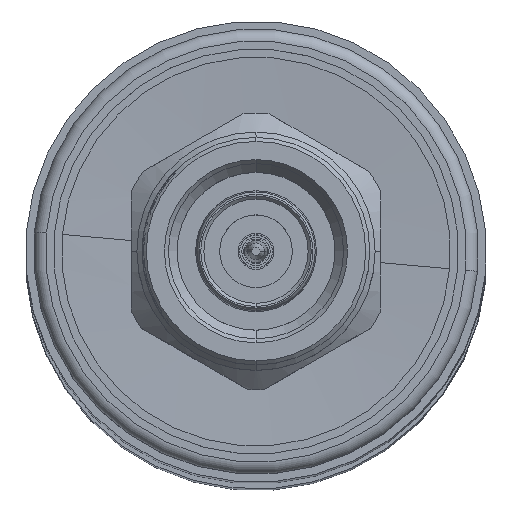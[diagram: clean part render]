
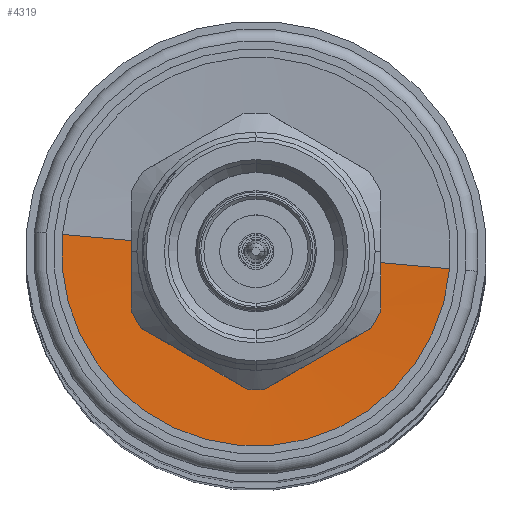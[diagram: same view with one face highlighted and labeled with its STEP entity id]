
A CAD part, top view. The second image highlights one B-rep face of the part: STEP entity #4319.
In plain terms, the highlighted conical face has half-angle 87 degrees and reference radius 12.319 mm.
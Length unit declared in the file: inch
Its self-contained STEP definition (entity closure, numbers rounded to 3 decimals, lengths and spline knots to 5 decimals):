
#4 = DIRECTION ( 'NONE',  ( -1., 0., 0. ) ) ;
#59 = FACE_OUTER_BOUND ( 'NONE', #791, .T. ) ;
#791 = EDGE_LOOP ( 'NONE', ( #1601, #934, #2466, #4638 ) ) ;
#934 = ORIENTED_EDGE ( 'NONE', *, *, #9898, .T. ) ;
#1581 = DIRECTION ( 'NONE',  ( -0.052, 0., 0.999 ) ) ;
#1601 = ORIENTED_EDGE ( 'NONE', *, *, #5215, .F. ) ;
#2121 = CIRCLE ( 'NONE', #10068, 0.165 ) ;
#2341 = DIRECTION ( 'NONE',  ( 0., 0., 1. ) ) ;
#2466 = ORIENTED_EDGE ( 'NONE', *, *, #2930, .T. ) ;
#2930 = EDGE_CURVE ( 'NONE', #9271, #8906, #5526, .T. ) ;
#4226 = DIRECTION ( 'NONE',  ( -1., 0., 0. ) ) ;
#4319 = ADVANCED_FACE ( 'NONE', ( #59 ), #13296, .F. ) ;
#4477 = AXIS2_PLACEMENT_3D ( 'NONE', #7322, #6118, #5303 ) ;
#4588 = CARTESIAN_POINT ( 'NONE',  ( -1.6, 0., 0.485 ) ) ;
#4636 = CARTESIAN_POINT ( 'NONE',  ( -1.6, 0., -0.485 ) ) ;
#4638 = ORIENTED_EDGE ( 'NONE', *, *, #12037, .F. ) ;
#5215 = EDGE_CURVE ( 'NONE', #10415, #11843, #2121, .T. ) ;
#5303 = DIRECTION ( 'NONE',  ( 0., 0., 1. ) ) ;
#5305 = CARTESIAN_POINT ( 'NONE',  ( -1.58323, 0., 0. ) ) ;
#5526 = CIRCLE ( 'NONE', #13058, 0.485 ) ;
#5535 = CARTESIAN_POINT ( 'NONE',  ( -1.6, 0., 0.485 ) ) ;
#6118 = DIRECTION ( 'NONE',  ( -1., 0., 0. ) ) ;
#6471 = VECTOR ( 'NONE', #6493, 39.37008 ) ;
#6493 = DIRECTION ( 'NONE',  ( -0.052, 0., -0.999 ) ) ;
#7322 = CARTESIAN_POINT ( 'NONE',  ( -1.6, 0., 0. ) ) ;
#7398 = CARTESIAN_POINT ( 'NONE',  ( -1.6, 0., 0. ) ) ;
#7494 = CARTESIAN_POINT ( 'NONE',  ( -1.6, 0., -0.485 ) ) ;
#8288 = CARTESIAN_POINT ( 'NONE',  ( -1.58323, 0., 0.165 ) ) ;
#8906 = VERTEX_POINT ( 'NONE', #4588 ) ;
#9271 = VERTEX_POINT ( 'NONE', #4636 ) ;
#9659 = CARTESIAN_POINT ( 'NONE',  ( -1.58323, 0., -0.165 ) ) ;
#9898 = EDGE_CURVE ( 'NONE', #10415, #9271, #12613, .T. ) ;
#10068 = AXIS2_PLACEMENT_3D ( 'NONE', #5305, #4226, #2341 ) ;
#10211 = DIRECTION ( 'NONE',  ( 0., 0., 1. ) ) ;
#10415 = VERTEX_POINT ( 'NONE', #9659 ) ;
#10778 = LINE ( 'NONE', #5535, #11886 ) ;
#11843 = VERTEX_POINT ( 'NONE', #8288 ) ;
#11886 = VECTOR ( 'NONE', #1581, 39.37008 ) ;
#12037 = EDGE_CURVE ( 'NONE', #11843, #8906, #10778, .T. ) ;
#12613 = LINE ( 'NONE', #7494, #6471 ) ;
#13058 = AXIS2_PLACEMENT_3D ( 'NONE', #7398, #4, #10211 ) ;
#13296 = CONICAL_SURFACE ( 'NONE', #4477, 0.485, 1.518 ) ;
